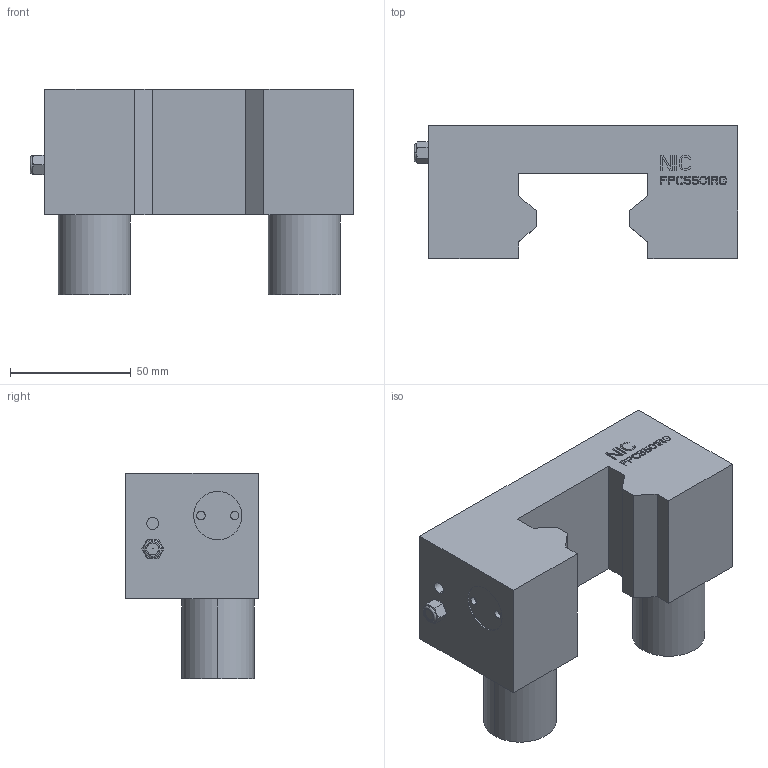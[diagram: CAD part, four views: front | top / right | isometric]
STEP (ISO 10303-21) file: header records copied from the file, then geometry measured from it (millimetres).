
FILE_DESCRIPTION((''),'2;1');
FILE_NAME('FPC5501RG','2025-05-18T22:19:22',('lx'),(''),'CREO PARAMETRIC BY PTC INC, 2018100','CREO PARAMETRIC BY PTC INC, 2018100','');
FILE_SCHEMA(('CONFIG_CONTROL_DESIGN'));
Length unit declared in the file: millimetre
Products named in the file (1): FPC5501RG
Bounding box: 134 x 55 x 85 mm (x, y, z)
Volume: 300248.1 mm3; surface area: 48188.9 mm2
Topology: 1 solids, 4 shells, 454 faces, 1227 edges, 813 vertices
Faces by surface type: plane 392, cylinder 42, cone 16, torus 2, sphere 2
Entity records: 14133 total; most frequent: CARTESIAN_POINT 2606, ORIENTED_EDGE 2450, DIRECTION 2223, EDGE_CURVE 1225, VECTOR 1087, LINE 1087, VERTEX_POINT 813, AXIS2_PLACEMENT_3D 568
